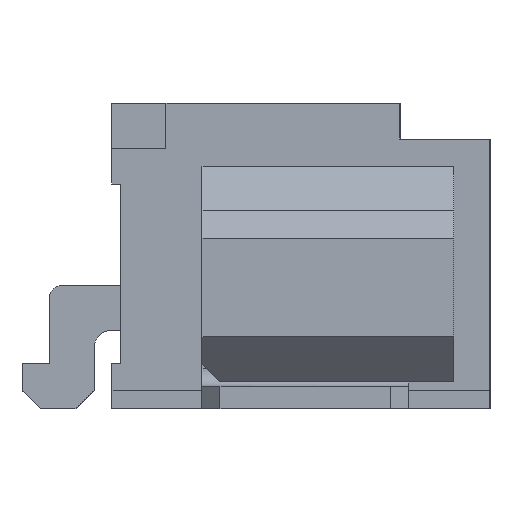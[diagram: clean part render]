
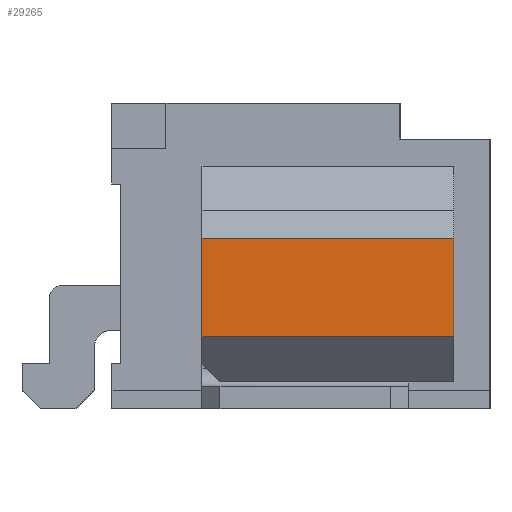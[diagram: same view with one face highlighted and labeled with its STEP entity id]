
A CAD part, left-side view. The second image highlights one B-rep face of the part: STEP entity #29265.
In plain terms, the highlighted planar face has unit normal (-1, 0, 0).
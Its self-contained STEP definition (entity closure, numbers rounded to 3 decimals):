
#2943 = PLANE('',#2944);
#2944 = AXIS2_PLACEMENT_3D('',#2945,#2946,#2947);
#2945 = CARTESIAN_POINT('',(9.625,1.1,0.));
#2946 = DIRECTION('',(0.,1.,0.));
#2947 = DIRECTION('',(-1.,0.,0.));
#2999 = PLANE('',#3000);
#3000 = AXIS2_PLACEMENT_3D('',#3001,#3002,#3003);
#3001 = CARTESIAN_POINT('',(9.625,-1.7,0.));
#3002 = DIRECTION('',(0.,1.,0.));
#3003 = DIRECTION('',(-1.,0.,0.));
#11794 = VERTEX_POINT('',#11795);
#11795 = CARTESIAN_POINT('',(-11.125,1.1,1.9));
#11809 = PLANE('',#11810);
#11810 = AXIS2_PLACEMENT_3D('',#11811,#11812,#11813);
#11811 = CARTESIAN_POINT('',(-11.125,-1.7,1.9));
#11812 = DIRECTION('',(-0.707,0.,0.707));
#11813 = DIRECTION('',(0.707,0.,0.707));
#11821 = EDGE_CURVE('',#11822,#11794,#11824,.T.);
#11822 = VERTEX_POINT('',#11823);
#11823 = CARTESIAN_POINT('',(-11.125,1.1,0.8));
#11824 = SURFACE_CURVE('',#11825,(#11829,#11836),.PCURVE_S1.);
#11825 = LINE('',#11826,#11827);
#11826 = CARTESIAN_POINT('',(-11.125,1.1,0.8));
#11827 = VECTOR('',#11828,1.);
#11828 = DIRECTION('',(0.,0.,1.));
#11829 = PCURVE('',#2943,#11830);
#11830 = DEFINITIONAL_REPRESENTATION('',(#11831),#11835);
#11831 = LINE('',#11832,#11833);
#11832 = CARTESIAN_POINT('',(20.75,0.8));
#11833 = VECTOR('',#11834,1.);
#11834 = DIRECTION('',(0.,1.));
#11835 = ( GEOMETRIC_REPRESENTATION_CONTEXT(2) 
PARAMETRIC_REPRESENTATION_CONTEXT() REPRESENTATION_CONTEXT('2D SPACE',''
  ) );
#11836 = PCURVE('',#11837,#11842);
#11837 = PLANE('',#11838);
#11838 = AXIS2_PLACEMENT_3D('',#11839,#11840,#11841);
#11839 = CARTESIAN_POINT('',(-11.125,-1.7,0.8));
#11840 = DIRECTION('',(-1.,0.,0.));
#11841 = DIRECTION('',(0.,0.,1.));
#11842 = DEFINITIONAL_REPRESENTATION('',(#11843),#11847);
#11843 = LINE('',#11844,#11845);
#11844 = CARTESIAN_POINT('',(0.,2.8));
#11845 = VECTOR('',#11846,1.);
#11846 = DIRECTION('',(1.,0.));
#11847 = ( GEOMETRIC_REPRESENTATION_CONTEXT(2) 
PARAMETRIC_REPRESENTATION_CONTEXT() REPRESENTATION_CONTEXT('2D SPACE',''
  ) );
#11863 = PLANE('',#11864);
#11864 = AXIS2_PLACEMENT_3D('',#11865,#11866,#11867);
#11865 = CARTESIAN_POINT('',(-10.625,-1.7,0.3));
#11866 = DIRECTION('',(-0.707,0.,-0.707));
#11867 = DIRECTION('',(-0.707,0.,0.707));
#12070 = VERTEX_POINT('',#12071);
#12071 = CARTESIAN_POINT('',(-11.125,-1.7,0.8));
#12092 = EDGE_CURVE('',#12070,#12093,#12095,.T.);
#12093 = VERTEX_POINT('',#12094);
#12094 = CARTESIAN_POINT('',(-11.125,-1.7,1.9));
#12095 = SURFACE_CURVE('',#12096,(#12100,#12107),.PCURVE_S1.);
#12096 = LINE('',#12097,#12098);
#12097 = CARTESIAN_POINT('',(-11.125,-1.7,0.8));
#12098 = VECTOR('',#12099,1.);
#12099 = DIRECTION('',(0.,0.,1.));
#12100 = PCURVE('',#2999,#12101);
#12101 = DEFINITIONAL_REPRESENTATION('',(#12102),#12106);
#12102 = LINE('',#12103,#12104);
#12103 = CARTESIAN_POINT('',(20.75,0.8));
#12104 = VECTOR('',#12105,1.);
#12105 = DIRECTION('',(0.,1.));
#12106 = ( GEOMETRIC_REPRESENTATION_CONTEXT(2) 
PARAMETRIC_REPRESENTATION_CONTEXT() REPRESENTATION_CONTEXT('2D SPACE',''
  ) );
#12107 = PCURVE('',#11837,#12108);
#12108 = DEFINITIONAL_REPRESENTATION('',(#12109),#12113);
#12109 = LINE('',#12110,#12111);
#12110 = CARTESIAN_POINT('',(0.,0.));
#12111 = VECTOR('',#12112,1.);
#12112 = DIRECTION('',(1.,0.));
#12113 = ( GEOMETRIC_REPRESENTATION_CONTEXT(2) 
PARAMETRIC_REPRESENTATION_CONTEXT() REPRESENTATION_CONTEXT('2D SPACE',''
  ) );
#29243 = EDGE_CURVE('',#12093,#11794,#29244,.T.);
#29244 = SURFACE_CURVE('',#29245,(#29249,#29256),.PCURVE_S1.);
#29245 = LINE('',#29246,#29247);
#29246 = CARTESIAN_POINT('',(-11.125,-1.7,1.9));
#29247 = VECTOR('',#29248,1.);
#29248 = DIRECTION('',(0.,1.,0.));
#29249 = PCURVE('',#11809,#29250);
#29250 = DEFINITIONAL_REPRESENTATION('',(#29251),#29255);
#29251 = LINE('',#29252,#29253);
#29252 = CARTESIAN_POINT('',(0.,0.));
#29253 = VECTOR('',#29254,1.);
#29254 = DIRECTION('',(0.,1.));
#29255 = ( GEOMETRIC_REPRESENTATION_CONTEXT(2) 
PARAMETRIC_REPRESENTATION_CONTEXT() REPRESENTATION_CONTEXT('2D SPACE',''
  ) );
#29256 = PCURVE('',#11837,#29257);
#29257 = DEFINITIONAL_REPRESENTATION('',(#29258),#29262);
#29258 = LINE('',#29259,#29260);
#29259 = CARTESIAN_POINT('',(1.1,0.));
#29260 = VECTOR('',#29261,1.);
#29261 = DIRECTION('',(0.,1.));
#29262 = ( GEOMETRIC_REPRESENTATION_CONTEXT(2) 
PARAMETRIC_REPRESENTATION_CONTEXT() REPRESENTATION_CONTEXT('2D SPACE',''
  ) );
#29265 = ADVANCED_FACE('',(#29266),#11837,.T.);
#29266 = FACE_BOUND('',#29267,.F.);
#29267 = EDGE_LOOP('',(#29268,#29269,#29290,#29291));
#29268 = ORIENTED_EDGE('',*,*,#12092,.F.);
#29269 = ORIENTED_EDGE('',*,*,#29270,.T.);
#29270 = EDGE_CURVE('',#12070,#11822,#29271,.T.);
#29271 = SURFACE_CURVE('',#29272,(#29276,#29283),.PCURVE_S1.);
#29272 = LINE('',#29273,#29274);
#29273 = CARTESIAN_POINT('',(-11.125,-1.7,0.8));
#29274 = VECTOR('',#29275,1.);
#29275 = DIRECTION('',(0.,1.,0.));
#29276 = PCURVE('',#11837,#29277);
#29277 = DEFINITIONAL_REPRESENTATION('',(#29278),#29282);
#29278 = LINE('',#29279,#29280);
#29279 = CARTESIAN_POINT('',(0.,0.));
#29280 = VECTOR('',#29281,1.);
#29281 = DIRECTION('',(0.,1.));
#29282 = ( GEOMETRIC_REPRESENTATION_CONTEXT(2) 
PARAMETRIC_REPRESENTATION_CONTEXT() REPRESENTATION_CONTEXT('2D SPACE',''
  ) );
#29283 = PCURVE('',#11863,#29284);
#29284 = DEFINITIONAL_REPRESENTATION('',(#29285),#29289);
#29285 = LINE('',#29286,#29287);
#29286 = CARTESIAN_POINT('',(0.707,0.));
#29287 = VECTOR('',#29288,1.);
#29288 = DIRECTION('',(0.,1.));
#29289 = ( GEOMETRIC_REPRESENTATION_CONTEXT(2) 
PARAMETRIC_REPRESENTATION_CONTEXT() REPRESENTATION_CONTEXT('2D SPACE',''
  ) );
#29290 = ORIENTED_EDGE('',*,*,#11821,.T.);
#29291 = ORIENTED_EDGE('',*,*,#29243,.F.);
